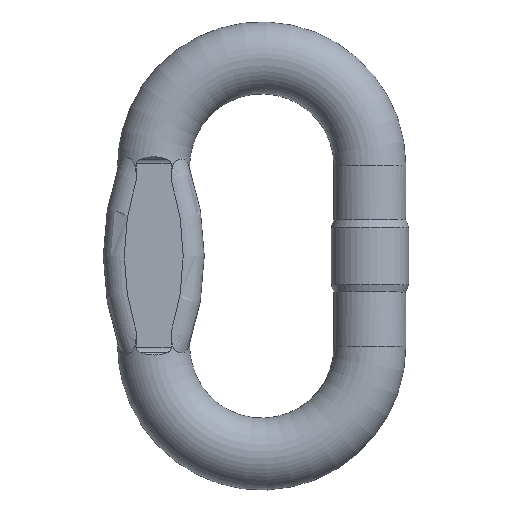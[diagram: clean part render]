
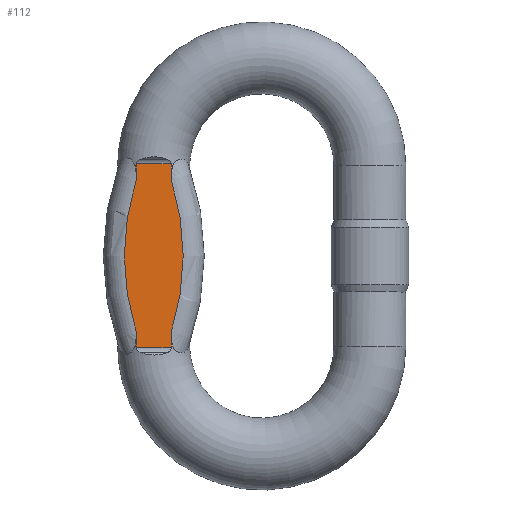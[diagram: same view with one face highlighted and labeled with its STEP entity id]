
A CAD part, top view. The second image highlights one B-rep face of the part: STEP entity #112.
In plain terms, the highlighted planar face has unit normal (0, 0, 1).
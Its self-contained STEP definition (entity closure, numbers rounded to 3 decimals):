
#35=PLANE('',#697);
#60=LINE('',#915,#76);
#61=LINE('',#923,#77);
#63=LINE('',#965,#79);
#64=LINE('',#973,#80);
#70=LINE('',#1435,#86);
#71=LINE('',#1437,#87);
#76=VECTOR('',#728,1.);
#77=VECTOR('',#731,1.);
#79=VECTOR('',#751,1.);
#80=VECTOR('',#754,1.);
#86=VECTOR('',#824,1.);
#87=VECTOR('',#827,1.);
#112=ADVANCED_FACE('',(#163),#35,.T.);
#163=FACE_OUTER_BOUND('',#205,.T.);
#205=EDGE_LOOP('',(#372,#373,#374,#375,#376,#377,#378,#379,#380,#381,#382,
#383));
#372=ORIENTED_EDGE('',*,*,#586,.T.);
#373=ORIENTED_EDGE('',*,*,#600,.T.);
#374=ORIENTED_EDGE('',*,*,#581,.T.);
#375=ORIENTED_EDGE('',*,*,#539,.F.);
#376=ORIENTED_EDGE('',*,*,#601,.T.);
#377=ORIENTED_EDGE('',*,*,#537,.F.);
#378=ORIENTED_EDGE('',*,*,#552,.F.);
#379=ORIENTED_EDGE('',*,*,#602,.T.);
#380=ORIENTED_EDGE('',*,*,#547,.F.);
#381=ORIENTED_EDGE('',*,*,#526,.F.);
#382=ORIENTED_EDGE('',*,*,#603,.T.);
#383=ORIENTED_EDGE('',*,*,#524,.F.);
#457=VERTEX_POINT('',#912);
#458=VERTEX_POINT('',#914);
#459=VERTEX_POINT('',#921);
#461=VERTEX_POINT('',#924);
#470=VERTEX_POINT('',#962);
#471=VERTEX_POINT('',#964);
#472=VERTEX_POINT('',#971);
#474=VERTEX_POINT('',#974);
#480=VERTEX_POINT('',#1017);
#484=VERTEX_POINT('',#1061);
#507=VERTEX_POINT('',#1334);
#511=VERTEX_POINT('',#1378);
#524=EDGE_CURVE('',#458,#457,#60,.T.);
#526=EDGE_CURVE('',#459,#461,#61,.T.);
#537=EDGE_CURVE('',#471,#470,#63,.T.);
#539=EDGE_CURVE('',#472,#474,#64,.T.);
#547=EDGE_CURVE('',#461,#480,#623,.T.);
#552=EDGE_CURVE('',#484,#471,#624,.T.);
#581=EDGE_CURVE('',#507,#474,#632,.T.);
#586=EDGE_CURVE('',#458,#511,#633,.T.);
#600=EDGE_CURVE('',#511,#507,#70,.T.);
#601=EDGE_CURVE('',#472,#470,#640,.T.);
#602=EDGE_CURVE('',#484,#480,#71,.T.);
#603=EDGE_CURVE('',#459,#457,#641,.T.);
#623=CIRCLE('',#668,13.936);
#624=CIRCLE('',#669,10.064);
#632=CIRCLE('',#678,10.064);
#633=CIRCLE('',#679,13.936);
#640=CIRCLE('',#695,27.526);
#641=CIRCLE('',#696,27.526);
#668=AXIS2_PLACEMENT_3D('',#1016,#766,#767);
#669=AXIS2_PLACEMENT_3D('',#1062,#768,#769);
#678=AXIS2_PLACEMENT_3D('',#1333,#786,#787);
#679=AXIS2_PLACEMENT_3D('',#1379,#788,#789);
#695=AXIS2_PLACEMENT_3D('',#1436,#825,#826);
#696=AXIS2_PLACEMENT_3D('',#1438,#828,#829);
#697=AXIS2_PLACEMENT_3D('',#1439,#830,#831);
#728=DIRECTION('',(0.,1.,0.));
#731=DIRECTION('',(0.,1.,0.));
#751=DIRECTION('',(0.,-1.,0.));
#754=DIRECTION('',(0.,-1.,0.));
#766=DIRECTION('',(0.,0.,-1.));
#767=DIRECTION('',(1.,0.,0.));
#768=DIRECTION('',(0.,0.,1.));
#769=DIRECTION('',(-1.,0.,0.));
#786=DIRECTION('',(0.,0.,-1.));
#787=DIRECTION('',(-1.,0.,0.));
#788=DIRECTION('',(0.,0.,1.));
#789=DIRECTION('',(1.,0.,0.));
#824=DIRECTION('',(1.,0.,0.));
#825=DIRECTION('',(0.,0.,1.));
#826=DIRECTION('',(1.,0.,0.));
#827=DIRECTION('',(-1.,0.,0.));
#828=DIRECTION('',(0.,0.,1.));
#829=DIRECTION('',(1.,0.,0.));
#830=DIRECTION('',(0.,0.,1.));
#831=DIRECTION('',(1.,0.,0.));
#912=CARTESIAN_POINT('',(-13.936,-8.453,3.5));
#914=CARTESIAN_POINT('',(-13.936,-10.,3.5));
#915=CARTESIAN_POINT('',(-13.936,10.,3.5));
#921=CARTESIAN_POINT('',(-13.936,8.453,3.5));
#923=CARTESIAN_POINT('',(-13.936,10.,3.5));
#924=CARTESIAN_POINT('',(-13.936,10.,3.5));
#962=CARTESIAN_POINT('',(-10.064,8.453,3.5));
#964=CARTESIAN_POINT('',(-10.064,10.,3.5));
#965=CARTESIAN_POINT('',(-10.064,10.,3.5));
#971=CARTESIAN_POINT('',(-10.064,-8.453,3.5));
#973=CARTESIAN_POINT('',(-10.064,10.,3.5));
#974=CARTESIAN_POINT('',(-10.064,-10.,3.5));
#1016=CARTESIAN_POINT('',(0.,10.,3.5));
#1017=CARTESIAN_POINT('',(-13.935,10.21,3.5));
#1061=CARTESIAN_POINT('',(-10.061,10.21,3.5));
#1062=CARTESIAN_POINT('',(0.,10.,3.5));
#1333=CARTESIAN_POINT('',(0.,-10.,3.5));
#1334=CARTESIAN_POINT('',(-10.061,-10.21,3.5));
#1378=CARTESIAN_POINT('',(-13.935,-10.21,3.5));
#1379=CARTESIAN_POINT('',(0.,-10.,3.5));
#1435=CARTESIAN_POINT('',(-16.,-10.21,3.5));
#1436=CARTESIAN_POINT('',(-36.26,0.,3.5));
#1437=CARTESIAN_POINT('',(-16.,10.21,3.5));
#1438=CARTESIAN_POINT('',(12.26,0.,3.5));
#1439=CARTESIAN_POINT('',(-16.,-11.,3.5));
